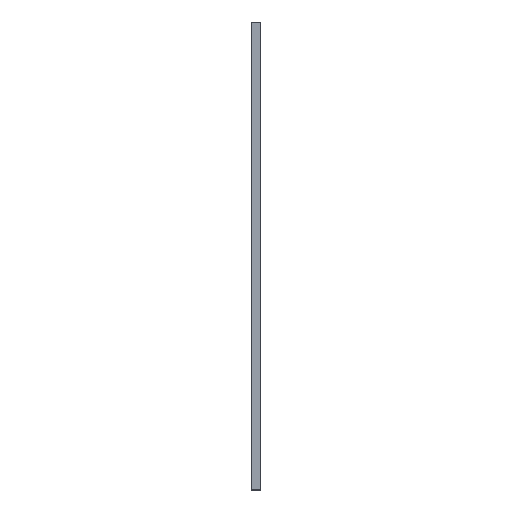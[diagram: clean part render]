
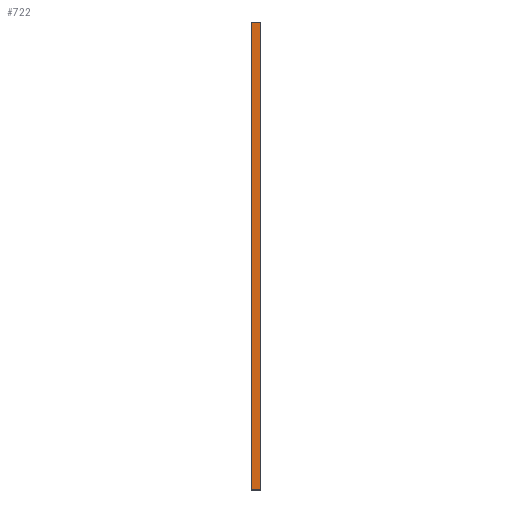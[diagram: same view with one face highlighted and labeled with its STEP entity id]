
A CAD part, left-side view. The second image highlights one B-rep face of the part: STEP entity #722.
In plain terms, the highlighted planar face has unit normal (-1, 0, 0).
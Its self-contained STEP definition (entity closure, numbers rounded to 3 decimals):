
#4 = VECTOR ( 'NONE', #707, 1000. ) ;
#18 = DIRECTION ( 'NONE',  ( 1., 0., 0. ) ) ;
#33 = PLANE ( 'NONE',  #1310 ) ;
#99 = VERTEX_POINT ( 'NONE', #300 ) ;
#100 = EDGE_CURVE ( 'NONE', #99, #911, #1420, .T. ) ;
#111 = ORIENTED_EDGE ( 'NONE', *, *, #1019, .T. ) ;
#184 = LINE ( 'NONE', #664, #388 ) ;
#206 = ORIENTED_EDGE ( 'NONE', *, *, #1479, .F. ) ;
#300 = CARTESIAN_POINT ( 'NONE',  ( -48.959, 2., 48. ) ) ;
#362 = EDGE_LOOP ( 'NONE', ( #111, #520, #206, #864 ) ) ;
#388 = VECTOR ( 'NONE', #1122, 1000. ) ;
#389 = CARTESIAN_POINT ( 'NONE',  ( -48.959, 0., -48. ) ) ;
#415 = CARTESIAN_POINT ( 'NONE',  ( -48.959, 0., 48. ) ) ;
#452 = LINE ( 'NONE', #1068, #1171 ) ;
#493 = CARTESIAN_POINT ( 'NONE',  ( -48.959, 2., -48. ) ) ;
#500 = DIRECTION ( 'NONE',  ( 0., 0., 1. ) ) ;
#520 = ORIENTED_EDGE ( 'NONE', *, *, #100, .F. ) ;
#529 = VERTEX_POINT ( 'NONE', #389 ) ;
#535 = DIRECTION ( 'NONE',  ( 0., -1., 0. ) ) ;
#664 = CARTESIAN_POINT ( 'NONE',  ( -48.959, 0., -48. ) ) ;
#707 = DIRECTION ( 'NONE',  ( 0., -1., 0. ) ) ;
#722 = ADVANCED_FACE ( 'NONE', ( #1311 ), #33, .F. ) ;
#829 = DIRECTION ( 'NONE',  ( 0., 0., -1. ) ) ;
#860 = CARTESIAN_POINT ( 'NONE',  ( -48.959, 2., -48. ) ) ;
#864 = ORIENTED_EDGE ( 'NONE', *, *, #1393, .T. ) ;
#911 = VERTEX_POINT ( 'NONE', #415 ) ;
#1013 = CARTESIAN_POINT ( 'NONE',  ( -48.959, 2., 48. ) ) ;
#1019 = EDGE_CURVE ( 'NONE', #529, #911, #184, .T. ) ;
#1068 = CARTESIAN_POINT ( 'NONE',  ( -48.959, 2., -48. ) ) ;
#1098 = VERTEX_POINT ( 'NONE', #860 ) ;
#1122 = DIRECTION ( 'NONE',  ( 0., 0., 1. ) ) ;
#1171 = VECTOR ( 'NONE', #500, 1000. ) ;
#1302 = CARTESIAN_POINT ( 'NONE',  ( -48.959, 2., -48. ) ) ;
#1310 = AXIS2_PLACEMENT_3D ( 'NONE', #493, #18, #829 ) ;
#1311 = FACE_OUTER_BOUND ( 'NONE', #362, .T. ) ;
#1378 = VECTOR ( 'NONE', #535, 1000. ) ;
#1393 = EDGE_CURVE ( 'NONE', #1098, #529, #1455, .T. ) ;
#1420 = LINE ( 'NONE', #1013, #1378 ) ;
#1455 = LINE ( 'NONE', #1302, #4 ) ;
#1479 = EDGE_CURVE ( 'NONE', #1098, #99, #452, .T. ) ;
